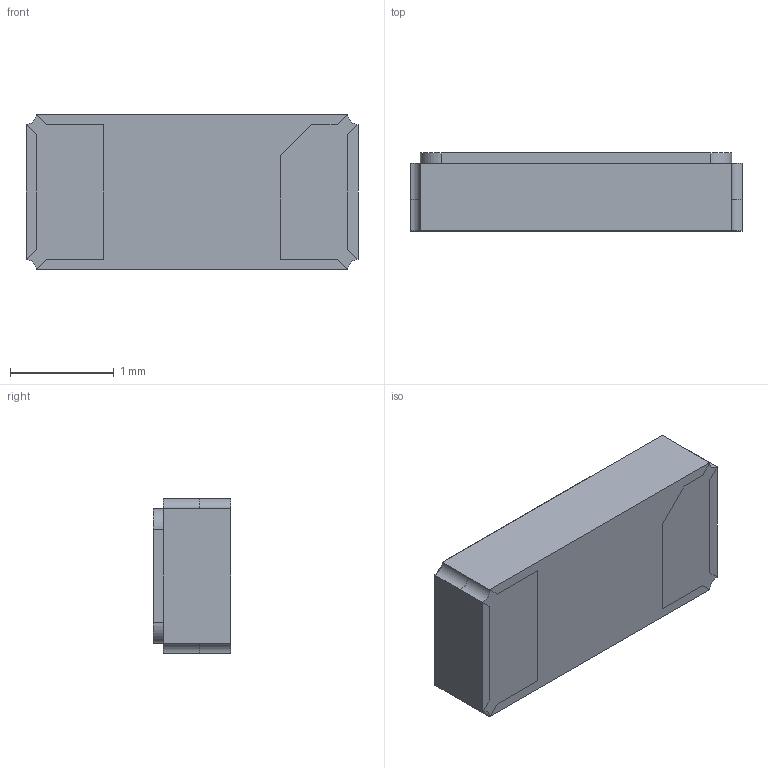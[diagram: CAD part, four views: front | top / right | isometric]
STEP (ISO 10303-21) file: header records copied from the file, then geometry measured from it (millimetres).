
FILE_DESCRIPTION (( 'STEP AP214' ), '1' );
FILE_NAME ('YXC32XX.STEP', '2023-06-16T07:42:01', ( '' ), ( '' ), 'SwSTEP 2.0', 'SolidWorks 2018', '' );
FILE_SCHEMA (( 'AUTOMOTIVE_DESIGN' ));
Length unit declared in the file: millimetre
Products named in the file (1): YXC32XX
Bounding box: 3.2 x 0.75 x 1.5 mm (x, y, z)
Volume: 3.5 mm3; surface area: 16.4 mm2
Topology: 1 solids, 1 shells, 34 faces, 163 edges, 139 vertices
Faces by surface type: plane 22, cylinder 12
Entity records: 2458 total; most frequent: CARTESIAN_POINT 858, ORIENTED_EDGE 326, EDGE_CURVE 163, DIRECTION 150, VERTEX_POINT 139, B_SPLINE_CURVE_WITH_KNOTS 103, AXIS2_PLACEMENT_3D 55, EDGE_LOOP 42
